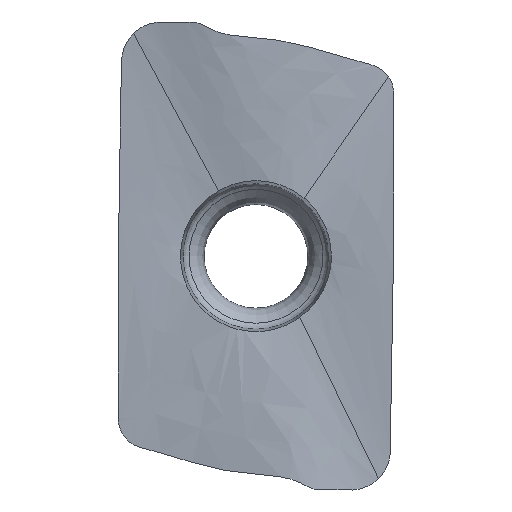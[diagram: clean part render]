
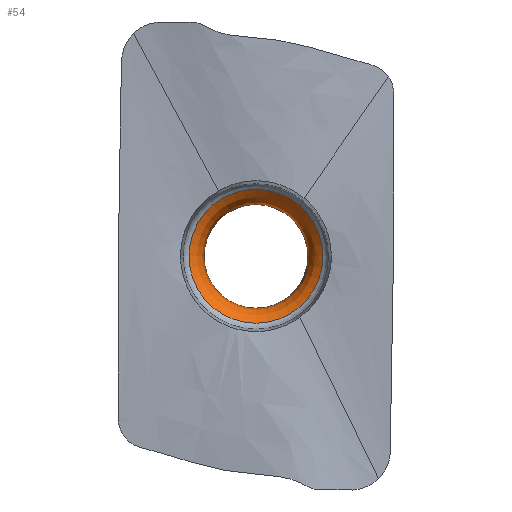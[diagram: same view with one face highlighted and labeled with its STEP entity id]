
A CAD part, top view. The second image highlights one B-rep face of the part: STEP entity #54.
In plain terms, the highlighted toroidal (fillet/blend) face has major radius 3.325 mm and minor radius 1.25 mm.
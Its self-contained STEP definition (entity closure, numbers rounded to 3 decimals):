
#36=TOROIDAL_SURFACE('',#193,3.325,1.25);
#54=ADVANCED_FACE('',(#70,#71),#36,.T.);
#57=CIRCLE('',#187,2.075);
#59=CIRCLE('',#191,2.68);
#70=FACE_BOUND('',#85,.T.);
#71=FACE_BOUND('',#86,.T.);
#85=EDGE_LOOP('',(#113));
#86=EDGE_LOOP('',(#114));
#113=ORIENTED_EDGE('',*,*,#137,.T.);
#114=ORIENTED_EDGE('',*,*,#139,.F.);
#123=VERTEX_POINT('',#1961);
#125=VERTEX_POINT('',#1967);
#137=EDGE_CURVE('',#123,#123,#57,.T.);
#139=EDGE_CURVE('',#125,#125,#59,.T.);
#187=AXIS2_PLACEMENT_3D('',#1960,#206,#207);
#191=AXIS2_PLACEMENT_3D('',#1966,#214,#215);
#193=AXIS2_PLACEMENT_3D('',#1969,#218,#219);
#206=DIRECTION('',(0.,0.,-1.));
#207=DIRECTION('',(1.,0.,0.));
#214=DIRECTION('',(0.,0.,-1.));
#215=DIRECTION('',(1.,0.,0.));
#218=DIRECTION('',(0.,0.,1.));
#219=DIRECTION('',(1.,0.,0.));
#1960=CARTESIAN_POINT('',(0.,0.,-4.145));
#1961=CARTESIAN_POINT('',(2.075,0.,-4.145));
#1966=CARTESIAN_POINT('',(0.,0.,-3.075));
#1967=CARTESIAN_POINT('',(2.68,0.,-3.075));
#1969=CARTESIAN_POINT('',(0.,0.,-4.145));
